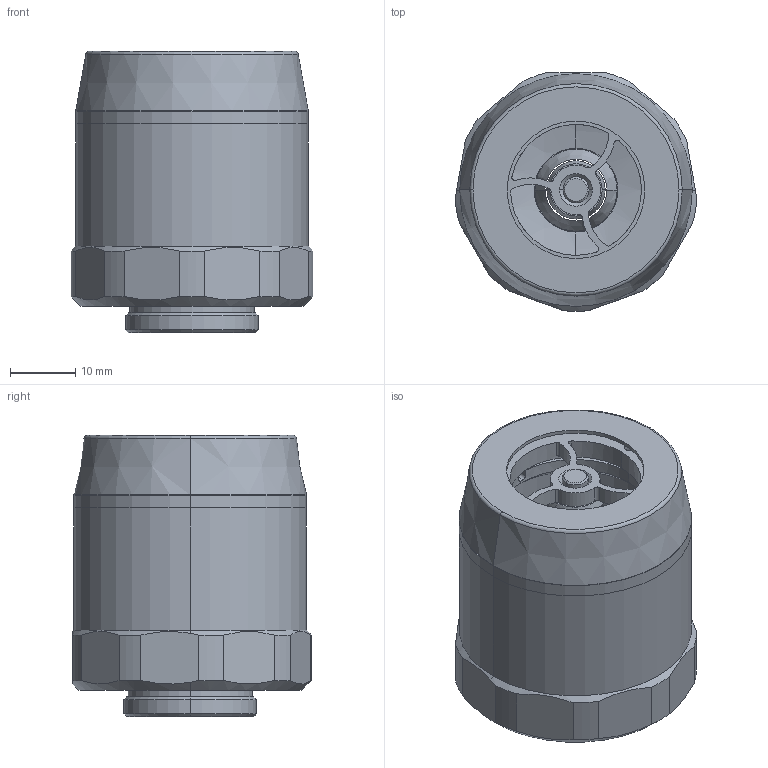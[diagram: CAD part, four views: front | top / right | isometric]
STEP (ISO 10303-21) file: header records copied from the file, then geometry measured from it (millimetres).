
FILE_DESCRIPTION (( 'STEP AP203' ), '1' );
FILE_NAME ('Web Model 89723_89723.step', '2018-10-18T16:54:35', ( '' ), ( '' ), 'SwSTEP 2.0', 'SolidWorks 2016', '' );
FILE_SCHEMA (( 'CONFIG_CONTROL_DESIGN' ));
Length unit declared in the file: millimetre
Products named in the file (1): Web Model 89723_89723
Bounding box: 36.91 x 36.44 x 42.92 mm (x, y, z)
Volume: 19999 mm3; surface area: 20303.9 mm2
Topology: 7 solids, 7 shells, 228 faces, 551 edges, 344 vertices
Faces by surface type: cylinder 115, plane 59, cone 42, sphere 8, torus 4
Entity records: 6913 total; most frequent: CARTESIAN_POINT 1282, DIRECTION 1278, ORIENTED_EDGE 1094, EDGE_CURVE 547, AXIS2_PLACEMENT_3D 528, VERTEX_POINT 344, CIRCLE 299, EDGE_LOOP 261
